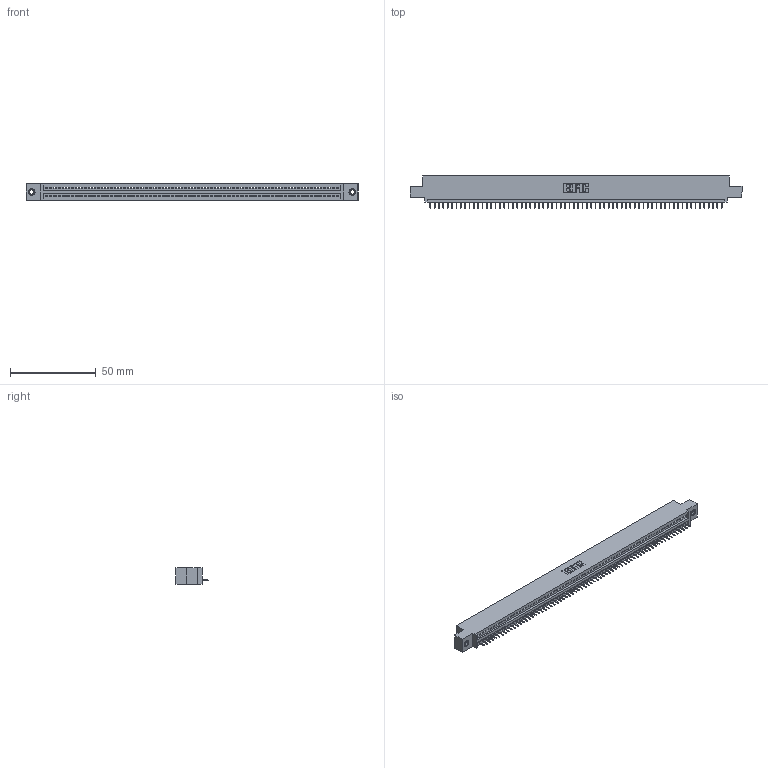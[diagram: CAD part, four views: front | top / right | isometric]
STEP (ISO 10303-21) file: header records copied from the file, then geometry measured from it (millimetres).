
FILE_DESCRIPTION (( 'STEP AP203' ), '1' );
FILE_NAME ('345-068-525-407.STEP', '2020-09-21T05:46:06', ( '' ), ( '' ), 'SwSTEP 2.0', 'SolidWorks 2020', '' );
FILE_SCHEMA (( 'CONFIG_CONTROL_DESIGN' ));
Length unit declared in the file: inch
Products named in the file (4): 345-250-001_345-250-005-103; 345 Part_0.110 Offset - 0.156 Dia-TI; 345-292-001_345-293-125; 345-068-525-407
Assembly tree (71 placements, depth 2):
  345-068-525-407
    345 Part_0.110 Offset - 0.156 Dia-TI
    345-292-001_345-293-125  x68
    345-250-001_345-250-005-103  x2
Bounding box: 193.93 x 18.72 x 9.4 mm (x, y, z)
Volume: 18268 mm3; surface area: 23818.5 mm2
Topology: 71 solids, 71 shells, 4406 faces, 12729 edges, 8206 vertices
Faces by surface type: plane 3244, cylinder 1146, cone 12, torus 4
Entity records: 49070 total; most frequent: CARTESIAN_POINT 8479, ORIENTED_EDGE 8474, DIRECTION 7395, EDGE_CURVE 4237, VECTOR 3817, LINE 3817, VERTEX_POINT 2816, AXIS2_PLACEMENT_3D 1789
